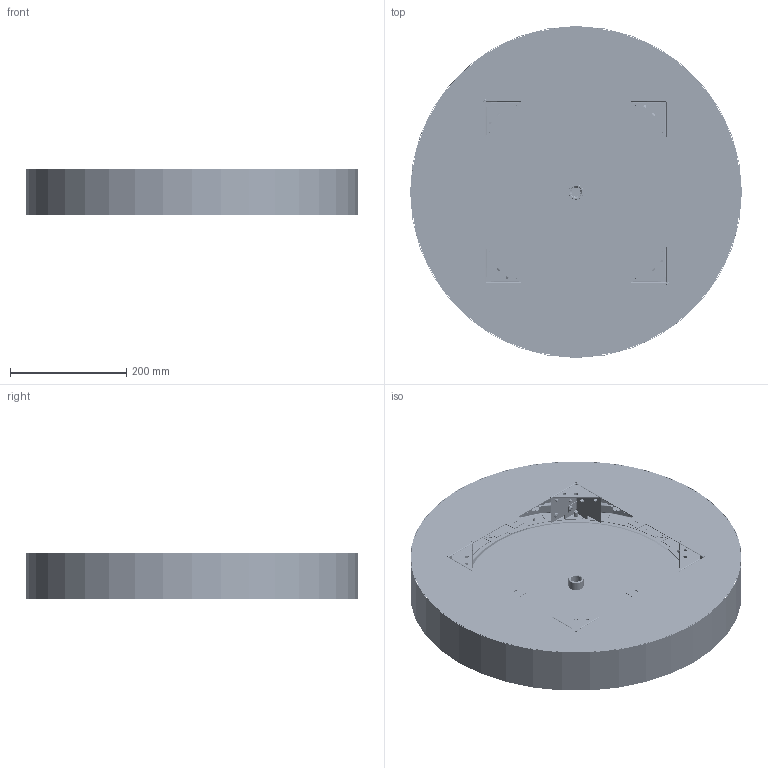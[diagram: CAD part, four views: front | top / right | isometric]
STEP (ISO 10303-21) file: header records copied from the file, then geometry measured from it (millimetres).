
FILE_DESCRIPTION(('STEP AP203'),'1');
FILE_NAME('Art-67021.stp','2018-11-30T15:13:33',(' '),(' '),'Spatial InterOp 3D',' ',' ');
FILE_SCHEMA(('CONFIG_CONTROL_DESIGN'));
Length unit declared in the file: millimetre
Products named in the file (310): 5541_20181129; ASSEM1; S-00302; 61; 241; S-00317; 230; 64; 237; 63; 236; 235; 233; S-00104; 226; 240; 239; GrR; 21656; 238; T-RA063; 234; 227; 507; T-RA003; 1820; 21287; 1149; P-00100; 1819; C_13426
Assembly tree (529 placements, depth 5):
  61
    5541_20181129  x26
      ASSEM1
      (unnamed)
      (unnamed)
      (unnamed)
      S-00302
    241  x12
      ASSEM1
      (unnamed)
      S-00317
    230  x22
    64  x18
      237
      63
        ASSEM1
        236
        235
    233  x4
    226
      (unnamed)  x4
        ASSEM1
        (unnamed)
        S-00104
      240  x2
      239  x2
      241  x4
        ASSEM1
        (unnamed)
        S-00317
      GrR  x4
        (unnamed)
          ASSEM1
          S-00317
        21656
      238
    (unnamed)  x4
      ASSEM1
      T-RA063
    234
    227
    507
      ASSEM1
      (unnamed)
      (unnamed)
      (unnamed)
      (unnamed)
      (unnamed)
      (unnamed)
      (unnamed)
      (unnamed)
      (unnamed)
      (unnamed)
      (unnamed)
      (unnamed)
      (unnamed)
      (unnamed)
      (unnamed)
      (unnamed)
      (unnamed)
Bounding box: 570 x 570 x 80 mm (x, y, z)
Volume: 1190125.3 mm3; surface area: 2140626.9 mm2
Topology: 299 solids, 301 shells, 7512 faces, 17282 edges, 10611 vertices
Faces by surface type: cylinder 2765, plane 2670, torus 1492, sphere 264, cone 213, bspline 108
Full cylindrical faces by diameter (mm): 0.4 x26, 1.5 x126, 1.7 x126, 2.6 x32, 3 x54, 3.1 x126, 3.3 x148, 4 x26, 4.2 x4, 4.8 x32, 5 x286, 5.2 x68, 5.5 x4, 6 x18, 6.2 x40, 6.5 x4, 6.9 x4, 7 x8, 8.2 x4, 10 x130, 10.2 x4, 14 x1, 16.4 x1, 18.631 x2, 22.9 x1, 23.1 x1, 25.9 x1, 400 x1, 460.37 x1, 462.37 x1
Entity records: 95265 total; most frequent: CARTESIAN_POINT 17686, DIRECTION 12020, ORIENTED_EDGE 9966, EDGE_CURVE 5292, AXIS2_PLACEMENT_3D 4741, VERTEX_POINT 3712, EDGE_LOOP 3215, LINE 2538
